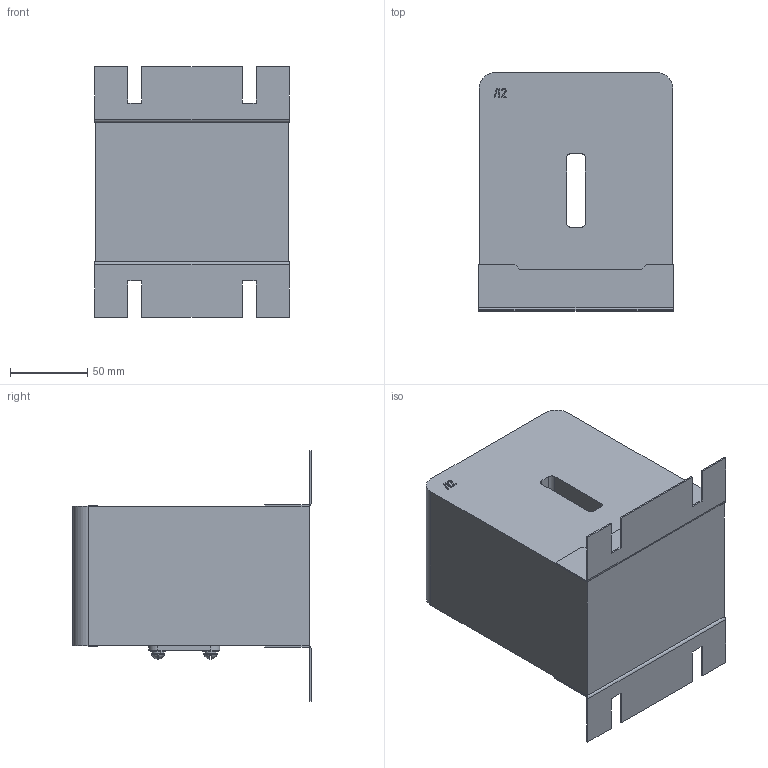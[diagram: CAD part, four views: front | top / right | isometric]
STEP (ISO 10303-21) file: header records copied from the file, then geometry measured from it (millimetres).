
FILE_DESCRIPTION (( 'STEP AP214' ), '1' );
FILE_NAME ('ﾒﾒ-0,66-ﾒﾘﾋ I .STEP', '2023-08-01T20:20:49', ( '' ), ( '' ), 'SwSTEP 2.0', 'SolidWorks 2019', '' );
FILE_SCHEMA (( 'AUTOMOTIVE_DESIGN' ));
Length unit declared in the file: millimetre
Products named in the file (1): ﾒﾒ-0,66-ﾒﾘﾋ I 
Bounding box: 126 x 154 x 162 mm (x, y, z)
Volume: 1683645.7 mm3; surface area: 115988.6 mm2
Topology: 7 solids, 7 shells, 262 faces, 683 edges, 450 vertices
Faces by surface type: plane 139, bspline 74, cylinder 37, torus 4, cone 4, sphere 4
Entity records: 13011 total; most frequent: CARTESIAN_POINT 4022, ORIENTED_EDGE 1366, DIRECTION 1011, EDGE_CURVE 683, VERTEX_POINT 450, VECTOR 421, LINE 421, AXIS2_PLACEMENT_3D 295
